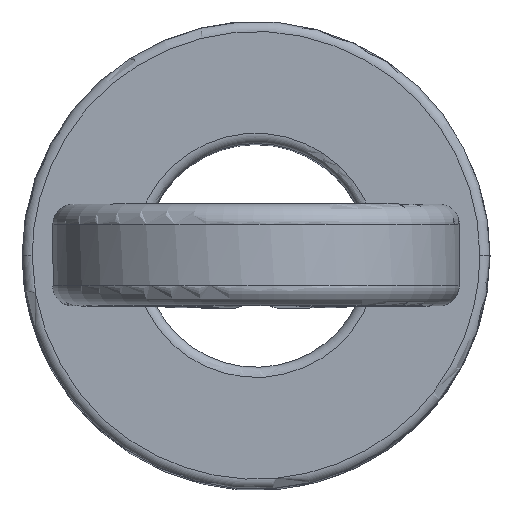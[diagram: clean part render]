
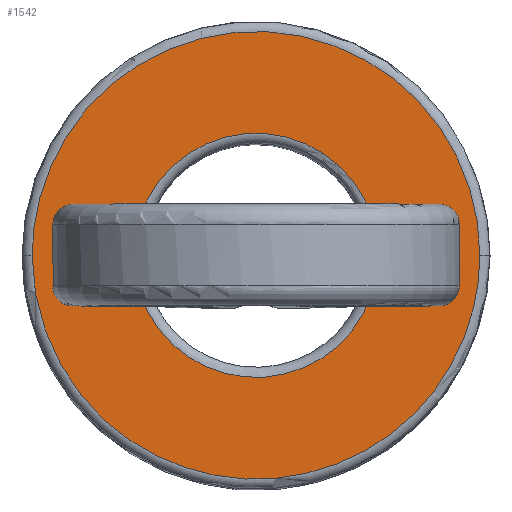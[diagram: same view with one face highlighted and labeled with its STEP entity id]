
A CAD part, top view. The second image highlights one B-rep face of the part: STEP entity #1542.
In plain terms, the highlighted planar face has unit normal (0, 0, 1).
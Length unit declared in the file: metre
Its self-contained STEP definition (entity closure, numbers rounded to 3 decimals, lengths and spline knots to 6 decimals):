
#861=ORIENTED_EDGE('',*,*,#1043,.T.);
#862=ORIENTED_EDGE('',*,*,#1044,.T.);
#863=ORIENTED_EDGE('',*,*,#1038,.F.);
#864=ORIENTED_EDGE('',*,*,#1037,.F.);
#1037=EDGE_CURVE('',#1164,#1163,#1329,.F.);
#1038=EDGE_CURVE('',#1163,#1164,#1330,.F.);
#1043=EDGE_CURVE('',#1167,#1168,#1335,.T.);
#1044=EDGE_CURVE('',#1168,#1167,#1336,.T.);
#1163=VERTEX_POINT('',#4499);
#1164=VERTEX_POINT('',#4504);
#1167=VERTEX_POINT('',#4554);
#1168=VERTEX_POINT('',#4555);
#1329=B_SPLINE_CURVE_WITH_KNOTS('',3,(#4505,#4506,#4507,#4508,#4509,#4510,
#4511),.UNSPECIFIED.,.F.,.F.,(4,1,1,1,4),(0.,0.25,0.5,0.75,1.),
 .UNSPECIFIED.);
#1330=B_SPLINE_CURVE_WITH_KNOTS('',3,(#4513,#4514,#4515,#4516,#4517,#4518,
#4519),.UNSPECIFIED.,.F.,.F.,(4,1,1,1,4),(0.,0.25,0.5,0.75,1.),
 .UNSPECIFIED.);
#1335=B_SPLINE_CURVE_WITH_KNOTS('',3,(#4547,#4548,#4549,#4550,#4551,#4552,
#4553),.UNSPECIFIED.,.F.,.F.,(4,1,1,1,4),(0.,0.25,0.5,0.75,1.),
 .UNSPECIFIED.);
#1336=B_SPLINE_CURVE_WITH_KNOTS('',3,(#4556,#4557,#4558,#4559,#4560,#4561,
#4562),.UNSPECIFIED.,.F.,.F.,(4,1,1,1,4),(0.,0.25,0.5,0.75,1.),
 .UNSPECIFIED.);
#1403=EDGE_LOOP('',(#861,#862));
#1404=EDGE_LOOP('',(#863,#864));
#1469=FACE_BOUND('',#1403,.T.);
#1470=FACE_BOUND('',#1404,.T.);
#1485=PLANE('',#2154);
#1542=ADVANCED_FACE('',(#1469,#1470),#1485,.T.);
#2154=AXIS2_PLACEMENT_3D('',#4546,#2399,#2400);
#2399=DIRECTION('',(0.,0.,1.));
#2400=DIRECTION('',(1.,0.,0.));
#4499=CARTESIAN_POINT('',(-0.001101,0.,0.0032));
#4504=CARTESIAN_POINT('',(0.0011,0.,0.0032));
#4505=CARTESIAN_POINT('',(-0.001101,0.,0.0032));
#4506=CARTESIAN_POINT('',(-0.001101,-0.000287,0.0032));
#4507=CARTESIAN_POINT('',(-0.000863,-0.000863,0.0032));
#4508=CARTESIAN_POINT('',(0.,-0.00122,0.0032));
#4509=CARTESIAN_POINT('',(0.000862,-0.000862,0.0032));
#4510=CARTESIAN_POINT('',(0.001102,-0.000288,0.0032));
#4511=CARTESIAN_POINT('',(0.0011,0.,0.0032));
#4513=CARTESIAN_POINT('',(0.0011,0.,0.0032));
#4514=CARTESIAN_POINT('',(0.001102,0.000287,0.0032));
#4515=CARTESIAN_POINT('',(0.000862,0.000863,0.0032));
#4516=CARTESIAN_POINT('',(0.,0.00122,0.0032));
#4517=CARTESIAN_POINT('',(-0.000863,0.000862,0.0032));
#4518=CARTESIAN_POINT('',(-0.001101,0.000288,0.0032));
#4519=CARTESIAN_POINT('',(-0.001101,0.,0.0032));
#4546=CARTESIAN_POINT('',(-0.001438,-0.001438,0.0032));
#4547=CARTESIAN_POINT('',(0.0006,0.,0.0032));
#4548=CARTESIAN_POINT('',(0.000601,-0.000155,0.0032));
#4549=CARTESIAN_POINT('',(0.000472,-0.000467,0.0032));
#4550=CARTESIAN_POINT('',(0.000008,-0.000664,0.0032));
#4551=CARTESIAN_POINT('',(-0.000462,-0.000477,0.0032));
#4552=CARTESIAN_POINT('',(-0.000597,-0.00017,0.0032));
#4553=CARTESIAN_POINT('',(-0.0006,-0.000013,0.0032));
#4554=CARTESIAN_POINT('',(0.0006,0.,0.0032));
#4555=CARTESIAN_POINT('',(-0.0006,-0.000013,0.0032));
#4556=CARTESIAN_POINT('',(-0.0006,-0.000013,0.0032));
#4557=CARTESIAN_POINT('',(-0.000604,0.000144,0.0032));
#4558=CARTESIAN_POINT('',(-0.000479,0.000463,0.0032));
#4559=CARTESIAN_POINT('',(-0.000007,0.000666,0.0032));
#4560=CARTESIAN_POINT('',(0.000468,0.000474,0.0032));
#4561=CARTESIAN_POINT('',(0.000601,0.000158,0.0032));
#4562=CARTESIAN_POINT('',(0.0006,0.,0.0032));
